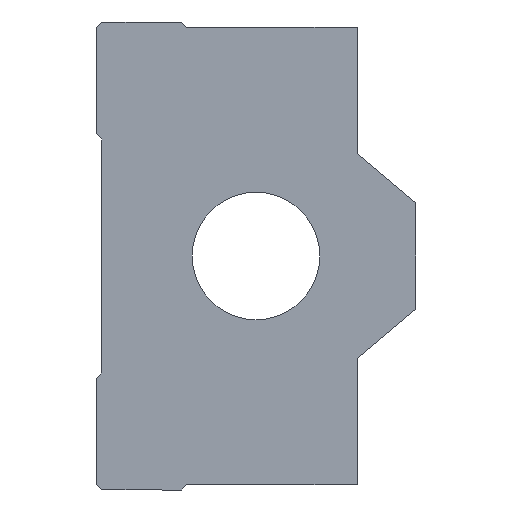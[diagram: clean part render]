
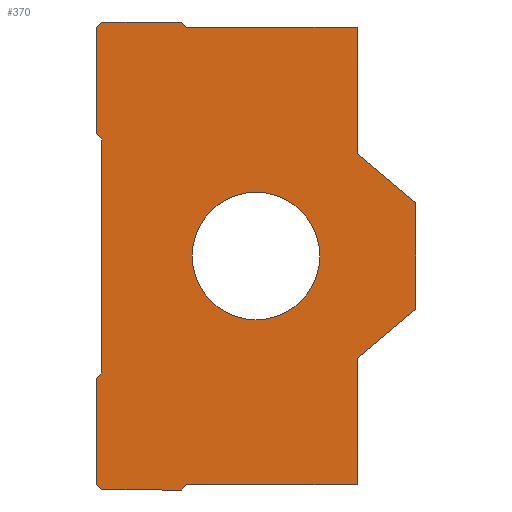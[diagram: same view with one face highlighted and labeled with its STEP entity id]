
A CAD part, left-side view. The second image highlights one B-rep face of the part: STEP entity #370.
In plain terms, the highlighted planar face has unit normal (-1, 0, 0).
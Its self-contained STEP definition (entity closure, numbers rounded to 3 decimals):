
#6 = AXIS2_PLACEMENT_3D ( 'NONE', #389, #435, #460 ) ;
#36 = EDGE_CURVE ( 'NONE', #196, #181, #692, .T. ) ;
#46 = AXIS2_PLACEMENT_3D ( 'NONE', #325, #332, #333 ) ;
#67 = EDGE_CURVE ( 'NONE', #172, #174, #719, .T. ) ;
#82 = EDGE_CURVE ( 'NONE', #186, #201, #720, .T. ) ;
#83 = EDGE_CURVE ( 'NONE', #174, #196, #730, .T. ) ;
#86 = EDGE_CURVE ( 'NONE', #181, #187, #736, .T. ) ;
#87 = EDGE_CURVE ( 'NONE', #189, #186, #724, .T. ) ;
#114 = CARTESIAN_POINT ( 'NONE',  ( -18.5, 14.5, 22. ) ) ;
#140 = PLANE ( 'NONE',  #46 ) ;
#145 = VERTEX_POINT ( 'NONE', #285 ) ;
#147 = VERTEX_POINT ( 'NONE', #284 ) ;
#148 = CARTESIAN_POINT ( 'NONE',  ( -18.5, 15., 11.5 ) ) ;
#171 = DIRECTION ( 'NONE',  ( 0., 0.707, 0.707 ) ) ;
#172 = VERTEX_POINT ( 'NONE', #283 ) ;
#174 = VERTEX_POINT ( 'NONE', #282 ) ;
#176 = VERTEX_POINT ( 'NONE', #280 ) ;
#177 = VERTEX_POINT ( 'NONE', #279 ) ;
#179 = VERTEX_POINT ( 'NONE', #277 ) ;
#181 = VERTEX_POINT ( 'NONE', #275 ) ;
#183 = VERTEX_POINT ( 'NONE', #273 ) ;
#186 = VERTEX_POINT ( 'NONE', #270 ) ;
#187 = VERTEX_POINT ( 'NONE', #269 ) ;
#188 = VERTEX_POINT ( 'NONE', #268 ) ;
#189 = VERTEX_POINT ( 'NONE', #267 ) ;
#193 = VERTEX_POINT ( 'NONE', #263 ) ;
#194 = VERTEX_POINT ( 'NONE', #262 ) ;
#196 = VERTEX_POINT ( 'NONE', #260 ) ;
#199 = VERTEX_POINT ( 'NONE', #257 ) ;
#201 = VERTEX_POINT ( 'NONE', #255 ) ;
#222 = DIRECTION ( 'NONE',  ( 0., -0.707, 0.707 ) ) ;
#224 = CARTESIAN_POINT ( 'NONE',  ( -18.5, 14.5, -11. ) ) ;
#255 = CARTESIAN_POINT ( 'NONE',  ( -18.5, 6.5, 21.5 ) ) ;
#257 = CARTESIAN_POINT ( 'NONE',  ( -18.5, -9.5, 9.615 ) ) ;
#260 = CARTESIAN_POINT ( 'NONE',  ( -18.5, 14.5, 11. ) ) ;
#262 = CARTESIAN_POINT ( 'NONE',  ( -18.5, -9.5, -9.615 ) ) ;
#263 = CARTESIAN_POINT ( 'NONE',  ( -18.5, -15., -5. ) ) ;
#267 = CARTESIAN_POINT ( 'NONE',  ( -18.5, 14.5, 22. ) ) ;
#268 = CARTESIAN_POINT ( 'NONE',  ( -18.5, -15., 5. ) ) ;
#269 = CARTESIAN_POINT ( 'NONE',  ( -18.5, 15., 21.5 ) ) ;
#270 = CARTESIAN_POINT ( 'NONE',  ( -18.5, 7., 22. ) ) ;
#273 = CARTESIAN_POINT ( 'NONE',  ( -18.5, -9.5, -21.5 ) ) ;
#275 = CARTESIAN_POINT ( 'NONE',  ( -18.5, 15., 11.5 ) ) ;
#277 = CARTESIAN_POINT ( 'NONE',  ( -18.5, 15., -21.5 ) ) ;
#279 = CARTESIAN_POINT ( 'NONE',  ( -18.5, 7., -22. ) ) ;
#280 = CARTESIAN_POINT ( 'NONE',  ( -18.5, 6.5, -21.5 ) ) ;
#282 = CARTESIAN_POINT ( 'NONE',  ( -18.5, 14.5, -11. ) ) ;
#283 = CARTESIAN_POINT ( 'NONE',  ( -18.5, 15., -11.5 ) ) ;
#284 = CARTESIAN_POINT ( 'NONE',  ( -18.5, 14.5, -22. ) ) ;
#285 = CARTESIAN_POINT ( 'NONE',  ( -18.5, -9.5, 21.5 ) ) ;
#296 = DIRECTION ( 'NONE',  ( 0., -1., 0. ) ) ;
#299 = DIRECTION ( 'NONE',  ( 0., 0., 1. ) ) ;
#300 = CARTESIAN_POINT ( 'NONE',  ( -18.5, 15., 21.5 ) ) ;
#304 = CARTESIAN_POINT ( 'NONE',  ( -18.5, 7., 22. ) ) ;
#305 = DIRECTION ( 'NONE',  ( 0., 0., 1. ) ) ;
#306 = CARTESIAN_POINT ( 'NONE',  ( -18.5, 14.5, 11. ) ) ;
#307 = DIRECTION ( 'NONE',  ( 0., -0.707, -0.707 ) ) ;
#308 = CARTESIAN_POINT ( 'NONE',  ( -18.5, 6.5, 21.5 ) ) ;
#325 = CARTESIAN_POINT ( 'NONE',  ( -18.5, -9.5, -21.5 ) ) ;
#332 = DIRECTION ( 'NONE',  ( -1., 0., 0. ) ) ;
#333 = DIRECTION ( 'NONE',  ( 0., 0., 1. ) ) ;
#370 = ADVANCED_FACE ( 'NONE', ( #774, #778 ), #140, .T. ) ;
#383 = DIRECTION ( 'NONE',  ( 0., -0.707, 0.707 ) ) ;
#384 = CARTESIAN_POINT ( 'NONE',  ( -18.5, -9.5, 21.5 ) ) ;
#387 = CARTESIAN_POINT ( 'NONE',  ( -18.5, -9.5, -9.615 ) ) ;
#389 = CARTESIAN_POINT ( 'NONE',  ( -18.5, 0., 0. ) ) ;
#390 = CARTESIAN_POINT ( 'NONE',  ( -18.5, 15., -21.5 ) ) ;
#397 = DIRECTION ( 'NONE',  ( 0., 0.707, 0.707 ) ) ;
#406 = DIRECTION ( 'NONE',  ( 0., -1., 0. ) ) ;
#408 = DIRECTION ( 'NONE',  ( 0., 0., -1. ) ) ;
#410 = CARTESIAN_POINT ( 'NONE',  ( -18.5, -9.5, 21.5 ) ) ;
#413 = CARTESIAN_POINT ( 'NONE',  ( -18.5, 7., -22. ) ) ;
#417 = DIRECTION ( 'NONE',  ( 0., 0.707, -0.707 ) ) ;
#420 = CARTESIAN_POINT ( 'NONE',  ( -18.5, -15., 5. ) ) ;
#421 = VERTEX_POINT ( 'NONE', #431 ) ;
#429 = DIRECTION ( 'NONE',  ( 0., 0., -1. ) ) ;
#430 = CARTESIAN_POINT ( 'NONE',  ( -18.5, 15., -11.5 ) ) ;
#431 = CARTESIAN_POINT ( 'NONE',  ( -18.5, 0., -6. ) ) ;
#433 = DIRECTION ( 'NONE',  ( 0., 0., 1. ) ) ;
#435 = DIRECTION ( 'NONE',  ( 1., 0., 0. ) ) ;
#445 = CARTESIAN_POINT ( 'NONE',  ( -18.5, 14.5, -22. ) ) ;
#455 = DIRECTION ( 'NONE',  ( 0., 1., 0. ) ) ;
#458 = DIRECTION ( 'NONE',  ( 0., -0.766, -0.643 ) ) ;
#460 = DIRECTION ( 'NONE',  ( 0., 0., -1. ) ) ;
#464 = CARTESIAN_POINT ( 'NONE',  ( -18.5, -15., -5. ) ) ;
#473 = CARTESIAN_POINT ( 'NONE',  ( -18.5, 6.5, -21.5 ) ) ;
#474 = DIRECTION ( 'NONE',  ( 0., 1., 0. ) ) ;
#475 = DIRECTION ( 'NONE',  ( 0., 0.766, -0.643 ) ) ;
#477 = DIRECTION ( 'NONE',  ( 0., 0., -1. ) ) ;
#479 = CARTESIAN_POINT ( 'NONE',  ( -18.5, -15., 5. ) ) ;
#490 = EDGE_CURVE ( 'NONE', #187, #189, #797, .T. ) ;
#491 = EDGE_CURVE ( 'NONE', #201, #145, #791, .T. ) ;
#492 = EDGE_CURVE ( 'NONE', #145, #199, #806, .T. ) ;
#496 = EDGE_CURVE ( 'NONE', #147, #179, #801, .T. ) ;
#507 = EDGE_CURVE ( 'NONE', #421, #421, #837, .T. ) ;
#508 = EDGE_CURVE ( 'NONE', #194, #183, #827, .T. ) ;
#509 = EDGE_CURVE ( 'NONE', #176, #177, #838, .T. ) ;
#511 = EDGE_CURVE ( 'NONE', #199, #188, #841, .T. ) ;
#512 = EDGE_CURVE ( 'NONE', #188, #193, #823, .T. ) ;
#513 = EDGE_CURVE ( 'NONE', #177, #147, #835, .T. ) ;
#514 = EDGE_CURVE ( 'NONE', #179, #172, #845, .T. ) ;
#517 = EDGE_CURVE ( 'NONE', #193, #194, #851, .T. ) ;
#518 = EDGE_CURVE ( 'NONE', #183, #176, #853, .T. ) ;
#528 = ORIENTED_EDGE ( 'NONE', *, *, #86, .F. ) ;
#542 = ORIENTED_EDGE ( 'NONE', *, *, #514, .F. ) ;
#552 = ORIENTED_EDGE ( 'NONE', *, *, #82, .F. ) ;
#553 = EDGE_LOOP ( 'NONE', ( #570, #687, #552, #590, #689, #528, #685, #567, #574, #542, #583, #620, #608, #609, #683, #578, #612, #684 ) ) ;
#567 = ORIENTED_EDGE ( 'NONE', *, *, #83, .F. ) ;
#570 = ORIENTED_EDGE ( 'NONE', *, *, #492, .F. ) ;
#574 = ORIENTED_EDGE ( 'NONE', *, *, #67, .F. ) ;
#578 = ORIENTED_EDGE ( 'NONE', *, *, #517, .F. ) ;
#583 = ORIENTED_EDGE ( 'NONE', *, *, #496, .F. ) ;
#590 = ORIENTED_EDGE ( 'NONE', *, *, #87, .F. ) ;
#608 = ORIENTED_EDGE ( 'NONE', *, *, #509, .F. ) ;
#609 = ORIENTED_EDGE ( 'NONE', *, *, #518, .F. ) ;
#612 = ORIENTED_EDGE ( 'NONE', *, *, #512, .F. ) ;
#620 = ORIENTED_EDGE ( 'NONE', *, *, #513, .F. ) ;
#621 = EDGE_LOOP ( 'NONE', ( #650 ) ) ;
#650 = ORIENTED_EDGE ( 'NONE', *, *, #507, .T. ) ;
#683 = ORIENTED_EDGE ( 'NONE', *, *, #508, .F. ) ;
#684 = ORIENTED_EDGE ( 'NONE', *, *, #511, .F. ) ;
#685 = ORIENTED_EDGE ( 'NONE', *, *, #36, .F. ) ;
#687 = ORIENTED_EDGE ( 'NONE', *, *, #491, .F. ) ;
#689 = ORIENTED_EDGE ( 'NONE', *, *, #490, .F. ) ;
#692 = LINE ( 'NONE', #148, #693 ) ;
#693 = VECTOR ( 'NONE', #171, 1000. ) ;
#719 = LINE ( 'NONE', #224, #721 ) ;
#720 = LINE ( 'NONE', #308, #729 ) ;
#721 = VECTOR ( 'NONE', #222, 1000. ) ;
#724 = LINE ( 'NONE', #304, #738 ) ;
#729 = VECTOR ( 'NONE', #307, 1000. ) ;
#730 = LINE ( 'NONE', #306, #731 ) ;
#731 = VECTOR ( 'NONE', #305, 1000. ) ;
#736 = LINE ( 'NONE', #300, #737 ) ;
#737 = VECTOR ( 'NONE', #299, 1000. ) ;
#738 = VECTOR ( 'NONE', #296, 1000. ) ;
#774 = FACE_BOUND ( 'NONE', #621, .T. ) ;
#778 = FACE_OUTER_BOUND ( 'NONE', #553, .T. ) ;
#791 = LINE ( 'NONE', #384, #804 ) ;
#797 = LINE ( 'NONE', #114, #802 ) ;
#801 = LINE ( 'NONE', #390, #814 ) ;
#802 = VECTOR ( 'NONE', #383, 1000. ) ;
#804 = VECTOR ( 'NONE', #406, 1000. ) ;
#806 = LINE ( 'NONE', #410, #807 ) ;
#807 = VECTOR ( 'NONE', #408, 1000. ) ;
#814 = VECTOR ( 'NONE', #397, 1000. ) ;
#823 = LINE ( 'NONE', #420, #843 ) ;
#824 = VECTOR ( 'NONE', #417, 1000. ) ;
#827 = LINE ( 'NONE', #387, #836 ) ;
#835 = LINE ( 'NONE', #445, #844 ) ;
#836 = VECTOR ( 'NONE', #477, 1000. ) ;
#837 = CIRCLE ( 'NONE', #6, 6. ) ;
#838 = LINE ( 'NONE', #413, #824 ) ;
#841 = LINE ( 'NONE', #479, #842 ) ;
#842 = VECTOR ( 'NONE', #458, 1000. ) ;
#843 = VECTOR ( 'NONE', #429, 1000. ) ;
#844 = VECTOR ( 'NONE', #455, 1000. ) ;
#845 = LINE ( 'NONE', #430, #846 ) ;
#846 = VECTOR ( 'NONE', #433, 1000. ) ;
#851 = LINE ( 'NONE', #464, #852 ) ;
#852 = VECTOR ( 'NONE', #475, 1000. ) ;
#853 = LINE ( 'NONE', #473, #854 ) ;
#854 = VECTOR ( 'NONE', #474, 1000. ) ;
